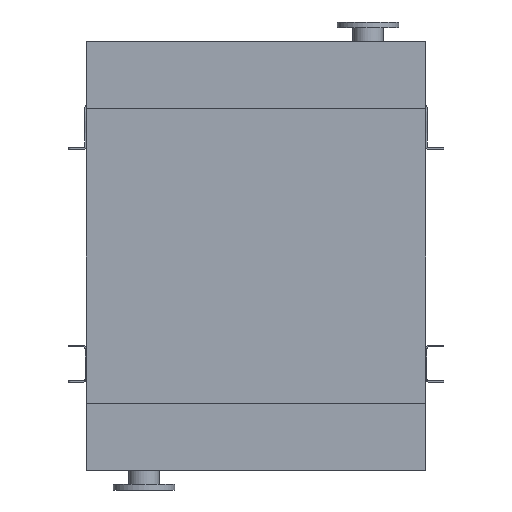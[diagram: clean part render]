
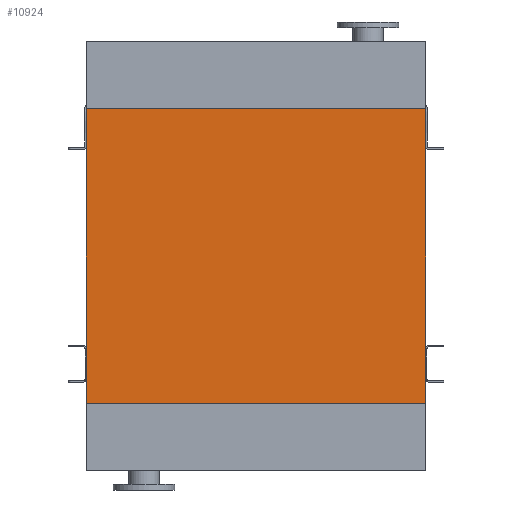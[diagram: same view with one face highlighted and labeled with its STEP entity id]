
A CAD part, front view. The second image highlights one B-rep face of the part: STEP entity #10924.
In plain terms, the highlighted planar face has unit normal (0, -1, 0).
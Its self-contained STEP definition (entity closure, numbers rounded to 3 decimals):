
#153 = VERTEX_POINT ( 'NONE', #8616 ) ;
#489 = EDGE_CURVE ( 'NONE', #153, #7503, #6854, .T. ) ;
#562 = CARTESIAN_POINT ( 'NONE',  ( 605., 0., 0. ) ) ;
#846 = ORIENTED_EDGE ( 'NONE', *, *, #12052, .T. ) ;
#1003 = DIRECTION ( 'NONE',  ( 1., 0., 0. ) ) ;
#1274 = CARTESIAN_POINT ( 'NONE',  ( -605., 0., 0. ) ) ;
#1369 = EDGE_LOOP ( 'NONE', ( #11115, #2924, #5644, #846 ) ) ;
#2747 = AXIS2_PLACEMENT_3D ( 'NONE', #8930, #4879, #7682 ) ;
#2924 = ORIENTED_EDGE ( 'NONE', *, *, #489, .F. ) ;
#3521 = CARTESIAN_POINT ( 'NONE',  ( 605., 0., -1050. ) ) ;
#4557 = DIRECTION ( 'NONE',  ( 0., 0., 1. ) ) ;
#4702 = VECTOR ( 'NONE', #10876, 1000. ) ;
#4879 = DIRECTION ( 'NONE',  ( 0., -1., 0. ) ) ;
#5334 = VECTOR ( 'NONE', #4557, 1000. ) ;
#5626 = LINE ( 'NONE', #11673, #5334 ) ;
#5644 = ORIENTED_EDGE ( 'NONE', *, *, #12329, .T. ) ;
#6600 = VECTOR ( 'NONE', #8785, 1000. ) ;
#6686 = PLANE ( 'NONE',  #2747 ) ;
#6854 = LINE ( 'NONE', #6982, #6600 ) ;
#6982 = CARTESIAN_POINT ( 'NONE',  ( -605., 0., -1050. ) ) ;
#7158 = VERTEX_POINT ( 'NONE', #562 ) ;
#7503 = VERTEX_POINT ( 'NONE', #1274 ) ;
#7682 = DIRECTION ( 'NONE',  ( 0., 0., -1. ) ) ;
#8031 = VERTEX_POINT ( 'NONE', #3521 ) ;
#8616 = CARTESIAN_POINT ( 'NONE',  ( -605., 0., -1050. ) ) ;
#8785 = DIRECTION ( 'NONE',  ( 0., 0., 1. ) ) ;
#8930 = CARTESIAN_POINT ( 'NONE',  ( -605., 0., -1050. ) ) ;
#8936 = CARTESIAN_POINT ( 'NONE',  ( -605., 0., 0. ) ) ;
#9814 = VECTOR ( 'NONE', #1003, 1000. ) ;
#10004 = LINE ( 'NONE', #8936, #4702 ) ;
#10125 = LINE ( 'NONE', #11324, #9814 ) ;
#10876 = DIRECTION ( 'NONE',  ( 1., 0., 0. ) ) ;
#10924 = ADVANCED_FACE ( 'NONE', ( #11800 ), #6686, .T. ) ;
#11115 = ORIENTED_EDGE ( 'NONE', *, *, #12142, .F. ) ;
#11324 = CARTESIAN_POINT ( 'NONE',  ( -605., 0., -1050. ) ) ;
#11673 = CARTESIAN_POINT ( 'NONE',  ( 605., 0., -1050. ) ) ;
#11800 = FACE_OUTER_BOUND ( 'NONE', #1369, .T. ) ;
#12052 = EDGE_CURVE ( 'NONE', #8031, #7158, #5626, .T. ) ;
#12142 = EDGE_CURVE ( 'NONE', #7503, #7158, #10004, .T. ) ;
#12329 = EDGE_CURVE ( 'NONE', #153, #8031, #10125, .T. ) ;
